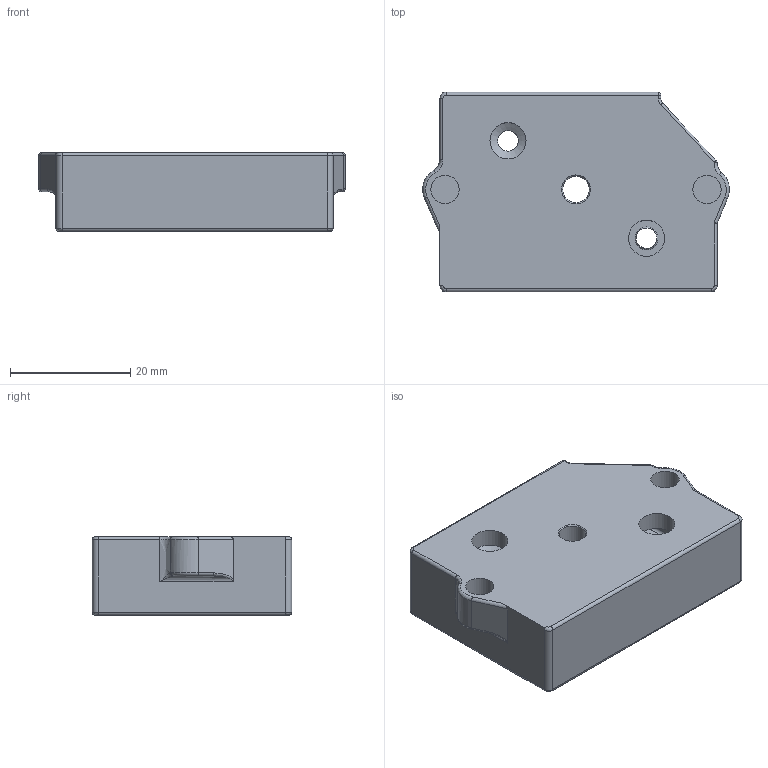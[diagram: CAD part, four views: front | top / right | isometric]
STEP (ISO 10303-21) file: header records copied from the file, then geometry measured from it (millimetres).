
FILE_DESCRIPTION(/* description */ (''),/* implementation_level */ '2;1');
FILE_NAME(/* name */ 'Daksh V2ool RD Beta v3_Sherpa Mini Extruder Plate v1.step',/* time_stamp */ '2024-05-14T20:17:25+08:00',/* author */ (''),/* organization */ (''),/* preprocessor_version */ 'ST-DEVELOPER v20',/* originating_system */ 'Autodesk Translation Framework v12.20.1.177',/* authorisation */ '');
FILE_SCHEMA (('AUTOMOTIVE_DESIGN { 1 0 10303 214 3 1 1 }'));
Length unit declared in the file: millimetre
Products named in the file (1): Daksh V2ool RD Beta v3_Sherpa Mini Extruder Plate
Bounding box: 50.88 x 33.12 x 13.03 mm (x, y, z)
Volume: 18148.2 mm3; surface area: 5483.9 mm2
Topology: 1 solids, 1 shells, 100 faces, 235 edges, 132 vertices
Faces by surface type: cylinder 42, bspline 29, plane 18, cone 6, torus 3, sphere 2
Full cylindrical faces by diameter (mm): 3.4 x2, 4.4 x1, 4.7 x2, 6 x2
Entity records: 3511 total; most frequent: CARTESIAN_POINT 1282, DIRECTION 457, ORIENTED_EDGE 456, EDGE_CURVE 228, AXIS2_PLACEMENT_3D 183, VERTEX_POINT 132, EDGE_LOOP 108, FACE_OUTER_BOUND 100
